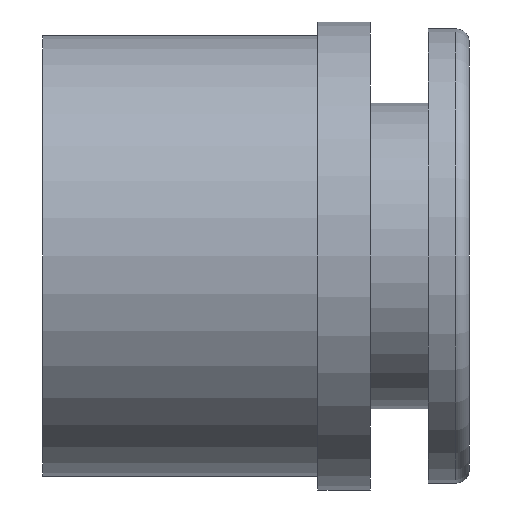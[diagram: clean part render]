
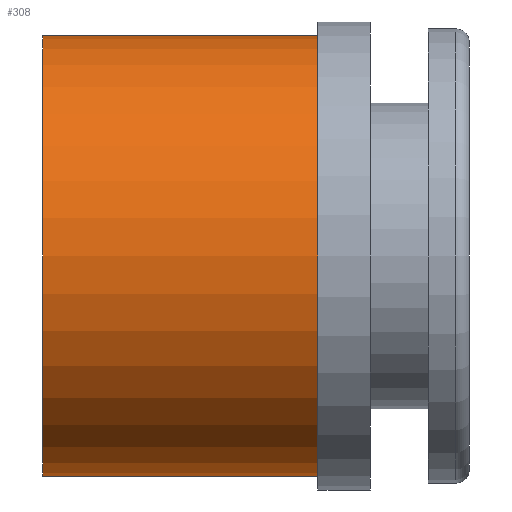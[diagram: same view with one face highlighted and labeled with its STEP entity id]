
A CAD part, left-side view. The second image highlights one B-rep face of the part: STEP entity #308.
In plain terms, the highlighted cylindrical face has radius 8 mm (diameter 16 mm), a partial arc.
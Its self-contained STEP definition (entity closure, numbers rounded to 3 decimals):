
#17 = ORIENTED_EDGE ( 'NONE', *, *, #87, .T. ) ;
#24 = DIRECTION ( 'NONE',  ( 0., 0., 1. ) ) ;
#26 = DIRECTION ( 'NONE',  ( 0., 1., 0. ) ) ;
#28 = ORIENTED_EDGE ( 'NONE', *, *, #468, .F. ) ;
#31 = CARTESIAN_POINT ( 'NONE',  ( 0., 5.5, 0. ) ) ;
#32 = EDGE_CURVE ( 'NONE', #418, #518, #122, .T. ) ;
#54 = CARTESIAN_POINT ( 'NONE',  ( 0., 5.5, -8. ) ) ;
#87 = EDGE_CURVE ( 'NONE', #518, #301, #489, .T. ) ;
#122 = LINE ( 'NONE', #483, #508 ) ;
#132 = AXIS2_PLACEMENT_3D ( 'NONE', #219, #527, #252 ) ;
#171 = DIRECTION ( 'NONE',  ( 0., -1., 0. ) ) ;
#174 = CARTESIAN_POINT ( 'NONE',  ( 0., 15.5, 0. ) ) ;
#194 = DIRECTION ( 'NONE',  ( 0., -1., 0. ) ) ;
#208 = ORIENTED_EDGE ( 'NONE', *, *, #372, .F. ) ;
#218 = DIRECTION ( 'NONE',  ( 0., 0., -1. ) ) ;
#219 = CARTESIAN_POINT ( 'NONE',  ( 0., 15.5, 0. ) ) ;
#252 = DIRECTION ( 'NONE',  ( 0., 0., 1. ) ) ;
#254 = DIRECTION ( 'NONE',  ( 0., -1., 0. ) ) ;
#259 = AXIS2_PLACEMENT_3D ( 'NONE', #174, #171, #218 ) ;
#291 = CARTESIAN_POINT ( 'NONE',  ( 0., 15.5, -8. ) ) ;
#296 = LINE ( 'NONE', #442, #505 ) ;
#301 = VERTEX_POINT ( 'NONE', #342 ) ;
#308 = ADVANCED_FACE ( 'NONE', ( #450 ), #364, .T. ) ;
#342 = CARTESIAN_POINT ( 'NONE',  ( 0., 5.5, 8. ) ) ;
#352 = ORIENTED_EDGE ( 'NONE', *, *, #32, .T. ) ;
#364 = CYLINDRICAL_SURFACE ( 'NONE', #259, 8. ) ;
#372 = EDGE_CURVE ( 'NONE', #464, #301, #296, .T. ) ;
#407 = AXIS2_PLACEMENT_3D ( 'NONE', #31, #26, #24 ) ;
#418 = VERTEX_POINT ( 'NONE', #291 ) ;
#421 = EDGE_LOOP ( 'NONE', ( #208, #28, #352, #17 ) ) ;
#442 = CARTESIAN_POINT ( 'NONE',  ( 0., 15.5, 8. ) ) ;
#450 = FACE_OUTER_BOUND ( 'NONE', #421, .T. ) ;
#464 = VERTEX_POINT ( 'NONE', #469 ) ;
#468 = EDGE_CURVE ( 'NONE', #418, #464, #534, .T. ) ;
#469 = CARTESIAN_POINT ( 'NONE',  ( 0., 15.5, 8. ) ) ;
#483 = CARTESIAN_POINT ( 'NONE',  ( 0., 15.5, -8. ) ) ;
#489 = CIRCLE ( 'NONE', #407, 8. ) ;
#505 = VECTOR ( 'NONE', #254, 1000. ) ;
#508 = VECTOR ( 'NONE', #194, 1000. ) ;
#518 = VERTEX_POINT ( 'NONE', #54 ) ;
#527 = DIRECTION ( 'NONE',  ( 0., 1., 0. ) ) ;
#534 = CIRCLE ( 'NONE', #132, 8. ) ;
